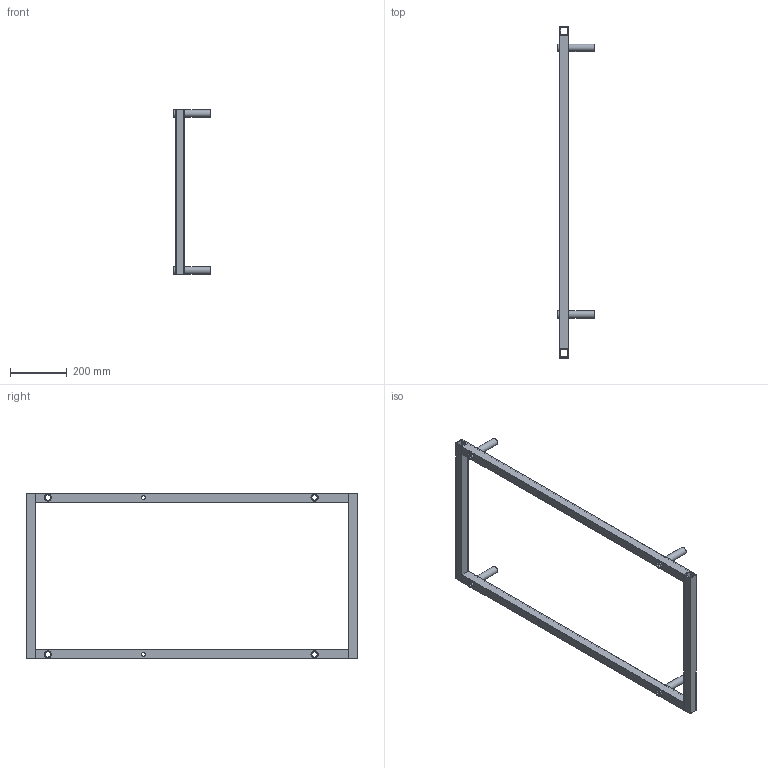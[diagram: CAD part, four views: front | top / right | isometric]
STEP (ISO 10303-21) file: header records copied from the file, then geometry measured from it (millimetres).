
FILE_DESCRIPTION(/* description */ (''),/* implementation_level */ '2;1');
FILE_NAME(/* name */ 'GE-17255_ASM_11_ASM.stp',/* time_stamp */ '2017-01-08T13:51:09-05:00',/* author */ ('jeff1'),/* organization */ (''),/* preprocessor_version */ 'ST-DEVELOPER v16.5',/* originating_system */ 'Autodesk Inventor 2017',/* authorisation */ '');
FILE_SCHEMA (('AUTOMOTIVE_DESIGN { 1 0 10303 214 3 1 1 }'));
Length unit declared in the file: inch
Products named in the file (4): GE-17255_ASM_11_ASM; GE-17255-02_5; GE-17255-01_8; GE-17255-03_2
Assembly tree (8 placements, depth 2):
  GE-17255_ASM_11_ASM
    GE-17255-01_8  x2
    GE-17255-02_5  x2
    GE-17255-03_2  x4
Bounding box: 127 x 1168.4 x 584.2 mm (x, y, z)
Volume: 1323684.5 mm3; surface area: 841088.1 mm2
Topology: 8 solids, 8 shells, 76 faces, 188 edges, 120 vertices
Faces by surface type: plane 56, cylinder 20
Full cylindrical faces by diameter (mm): 14.224 x4, 19.05 x4, 25.4 x12
Entity records: 1140 total; most frequent: DIRECTION 188, CARTESIAN_POINT 174, ORIENTED_EDGE 152, EDGE_CURVE 76, AXIS2_PLACEMENT_3D 66, EDGE_LOOP 56, LINE 56, VECTOR 56
